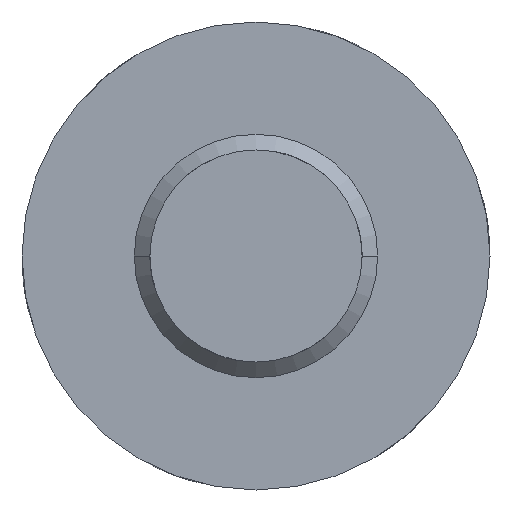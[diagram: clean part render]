
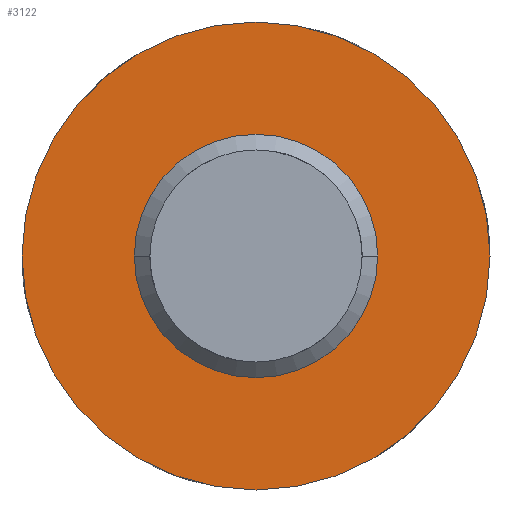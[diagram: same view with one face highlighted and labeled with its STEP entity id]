
A CAD part, front view. The second image highlights one B-rep face of the part: STEP entity #3122.
In plain terms, the highlighted face is planar.
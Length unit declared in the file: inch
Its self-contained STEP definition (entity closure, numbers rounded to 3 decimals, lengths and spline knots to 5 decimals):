
#17 = DIRECTION ( 'NONE',  ( 0., 0., -1. ) ) ;
#70 = ORIENTED_EDGE ( 'NONE', *, *, #2517, .F. ) ;
#197 = EDGE_CURVE ( 'NONE', #3108, #3156, #3017, .T. ) ;
#203 = DIRECTION ( 'NONE',  ( 0., 0., -1. ) ) ;
#330 = AXIS2_PLACEMENT_3D ( 'NONE', #3625, #1327, #1356 ) ;
#411 = CARTESIAN_POINT ( 'NONE',  ( 0., 0., 0.1875 ) ) ;
#423 = CARTESIAN_POINT ( 'NONE',  ( 0.24375, 0., 0.1875 ) ) ;
#445 = AXIS2_PLACEMENT_3D ( 'NONE', #2042, #2286, #2340 ) ;
#535 = FACE_BOUND ( 'NONE', #2982, .T. ) ;
#618 = ORIENTED_EDGE ( 'NONE', *, *, #2200, .T. ) ;
#633 = AXIS2_PLACEMENT_3D ( 'NONE', #2196, #17, #3323 ) ;
#658 = EDGE_LOOP ( 'NONE', ( #618, #1742 ) ) ;
#666 = CIRCLE ( 'NONE', #330, 0.24375 ) ;
#907 = AXIS2_PLACEMENT_3D ( 'NONE', #411, #3457, #2047 ) ;
#921 = VERTEX_POINT ( 'NONE', #423 ) ;
#1072 = CARTESIAN_POINT ( 'NONE',  ( 0.46875, 0., 0.1875 ) ) ;
#1277 = EDGE_CURVE ( 'NONE', #1623, #921, #666, .T. ) ;
#1327 = DIRECTION ( 'NONE',  ( 0., 0., -1. ) ) ;
#1356 = DIRECTION ( 'NONE',  ( -1., 0., 0. ) ) ;
#1387 = CARTESIAN_POINT ( 'NONE',  ( -0.24375, 0., 0.1875 ) ) ;
#1623 = VERTEX_POINT ( 'NONE', #1387 ) ;
#1742 = ORIENTED_EDGE ( 'NONE', *, *, #197, .T. ) ;
#1919 = CARTESIAN_POINT ( 'NONE',  ( 0., 0., 0.1875 ) ) ;
#2042 = CARTESIAN_POINT ( 'NONE',  ( 0., 0., 0.1875 ) ) ;
#2047 = DIRECTION ( 'NONE',  ( -1., 0., 0. ) ) ;
#2196 = CARTESIAN_POINT ( 'NONE',  ( -0.24375, 0., 0.1875 ) ) ;
#2200 = EDGE_CURVE ( 'NONE', #3156, #3108, #2495, .T. ) ;
#2286 = DIRECTION ( 'NONE',  ( 0., 0., -1. ) ) ;
#2340 = DIRECTION ( 'NONE',  ( -1., 0., 0. ) ) ;
#2495 = CIRCLE ( 'NONE', #907, 0.46875 ) ;
#2517 = EDGE_CURVE ( 'NONE', #921, #1623, #3627, .T. ) ;
#2770 = DIRECTION ( 'NONE',  ( -1., 0., 0. ) ) ;
#2928 = ORIENTED_EDGE ( 'NONE', *, *, #1277, .F. ) ;
#2982 = EDGE_LOOP ( 'NONE', ( #70, #2928 ) ) ;
#3017 = CIRCLE ( 'NONE', #3508, 0.46875 ) ;
#3075 = CARTESIAN_POINT ( 'NONE',  ( -0.46875, 0., 0.1875 ) ) ;
#3108 = VERTEX_POINT ( 'NONE', #1072 ) ;
#3122 = ADVANCED_FACE ( 'NONE', ( #3645, #535 ), #3595, .T. ) ;
#3156 = VERTEX_POINT ( 'NONE', #3075 ) ;
#3323 = DIRECTION ( 'NONE',  ( -1., 0., 0. ) ) ;
#3457 = DIRECTION ( 'NONE',  ( 0., 0., -1. ) ) ;
#3508 = AXIS2_PLACEMENT_3D ( 'NONE', #1919, #203, #2770 ) ;
#3595 = PLANE ( 'NONE',  #633 ) ;
#3625 = CARTESIAN_POINT ( 'NONE',  ( 0., 0., 0.1875 ) ) ;
#3627 = CIRCLE ( 'NONE', #445, 0.24375 ) ;
#3645 = FACE_OUTER_BOUND ( 'NONE', #658, .T. ) ;
